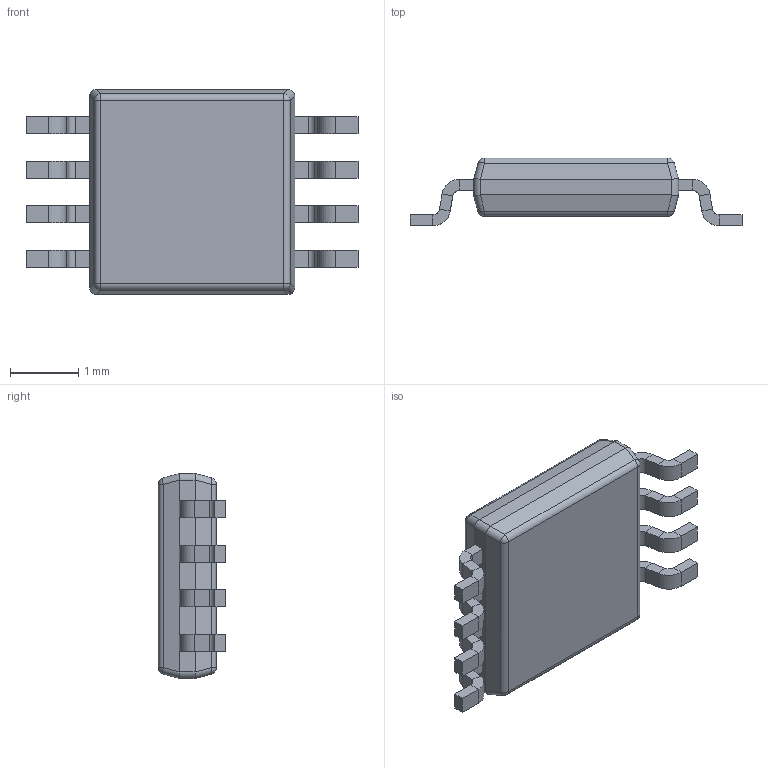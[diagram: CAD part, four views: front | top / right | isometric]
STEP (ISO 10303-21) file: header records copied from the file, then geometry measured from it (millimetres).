
FILE_DESCRIPTION (( 'STEP AP214' ), '1' );
FILE_NAME ('User Library-MSOP8-3.STEP', '2022-09-06T11:03:11', ( '' ), ( '' ), 'SwSTEP 2.0', 'SolidWorks 2022', '' );
FILE_SCHEMA (( 'AUTOMOTIVE_DESIGN' ));
Length unit declared in the file: millimetre
Products named in the file (3): User Library-MSOP8-3; Bein; Body_Standard
Assembly tree (5 placements, depth 2):
  User Library-MSOP8-3
    Body_Standard
    Bein  x4
Bounding box: 4.86 x 0.99 x 3 mm (x, y, z)
Volume: 8.2 mm3; surface area: 44.2 mm2
Topology: 5 solids, 5 shells, 274 faces, 621 edges, 357 vertices
Faces by surface type: plane 166, cylinder 52, bspline 48, sphere 8
Entity records: 8057 total; most frequent: CARTESIAN_POINT 3774, ORIENTED_EDGE 766, DIRECTION 547, EDGE_CURVE 383, VERTEX_POINT 237, LINE 223, VECTOR 223, EDGE_LOOP 170
